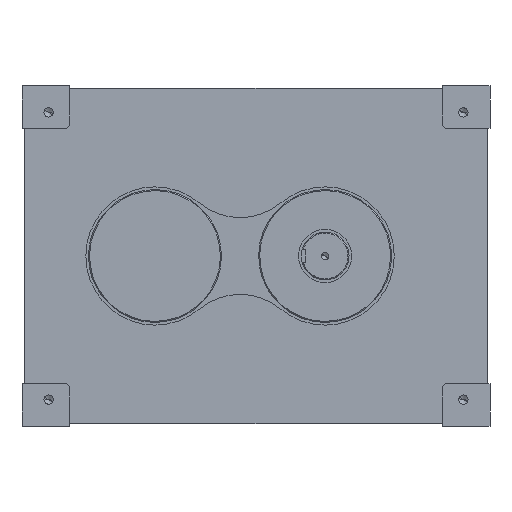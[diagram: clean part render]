
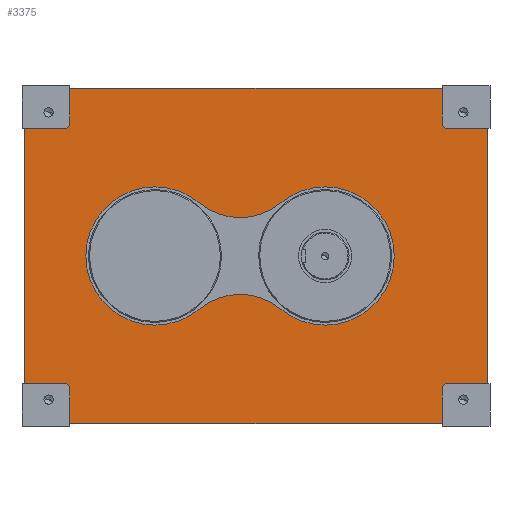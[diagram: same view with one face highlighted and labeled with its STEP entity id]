
A CAD part, left-side view. The second image highlights one B-rep face of the part: STEP entity #3375.
In plain terms, the highlighted planar face has unit normal (-1, 0, 0).
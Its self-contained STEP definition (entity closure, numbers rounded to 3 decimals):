
#565=CARTESIAN_POINT('Vertex',(-165.,-550.,240.)) ;
#579=CARTESIAN_POINT('Vertex',(-165.,-540.,250.)) ;
#582=CARTESIAN_POINT('Axis2P3D Location',(-165.,-550.,250.)) ;
#605=CARTESIAN_POINT('Vertex',(-165.,-540.,-250.)) ;
#619=CARTESIAN_POINT('Vertex',(-165.,-550.,-240.)) ;
#622=CARTESIAN_POINT('Axis2P3D Location',(-165.,-550.,-250.)) ;
#645=CARTESIAN_POINT('Vertex',(-165.,170.,-240.)) ;
#659=CARTESIAN_POINT('Vertex',(-165.,160.,-250.)) ;
#662=CARTESIAN_POINT('Axis2P3D Location',(-165.,170.,-250.)) ;
#692=CARTESIAN_POINT('Vertex',(-165.,-236.8,-99.889)) ;
#695=CARTESIAN_POINT('Axis2P3D Location',(-165.,-320.,0.)) ;
#699=CARTESIAN_POINT('Vertex',(-165.,-236.8,99.889)) ;
#726=CARTESIAN_POINT('Axis2P3D Location',(-165.,-160.,192.094)) ;
#730=CARTESIAN_POINT('Vertex',(-165.,-83.2,99.889)) ;
#757=CARTESIAN_POINT('Axis2P3D Location',(-165.,0.,0.)) ;
#761=CARTESIAN_POINT('Vertex',(-165.,-83.2,-99.889)) ;
#786=CARTESIAN_POINT('Axis2P3D Location',(-165.,-160.,-192.094)) ;
#3031=CARTESIAN_POINT('Line Origine',(-165.,207.5,-240.)) ;
#3035=CARTESIAN_POINT('Vertex',(-165.,245.,-240.)) ;
#3080=CARTESIAN_POINT('Vertex',(-165.,160.,-315.)) ;
#3083=CARTESIAN_POINT('Line Origine',(-165.,160.,-282.5)) ;
#3108=CARTESIAN_POINT('Vertex',(-165.,-540.,-315.)) ;
#3111=CARTESIAN_POINT('Line Origine',(-165.,-190.,-315.)) ;
#3128=CARTESIAN_POINT('Line Origine',(-165.,-540.,-282.5)) ;
#3165=CARTESIAN_POINT('Vertex',(-165.,-625.,-240.)) ;
#3168=CARTESIAN_POINT('Line Origine',(-165.,-587.5,-240.)) ;
#3189=CARTESIAN_POINT('Line Origine',(-165.,-625.,0.)) ;
#3193=CARTESIAN_POINT('Vertex',(-165.,-625.,240.)) ;
#3213=CARTESIAN_POINT('Line Origine',(-165.,-587.5,240.)) ;
#3250=CARTESIAN_POINT('Vertex',(-165.,-540.,315.)) ;
#3253=CARTESIAN_POINT('Line Origine',(-165.,-540.,282.5)) ;
#3278=CARTESIAN_POINT('Vertex',(-165.,160.,315.)) ;
#3281=CARTESIAN_POINT('Line Origine',(-165.,-190.,315.)) ;
#3312=CARTESIAN_POINT('Vertex',(-165.,245.,240.)) ;
#3315=CARTESIAN_POINT('Line Origine',(-165.,245.,0.)) ;
#3327=CARTESIAN_POINT('Axis2P3D Location',(-165.,0.,0.)) ;
#3332=CARTESIAN_POINT('Axis2P3D Location',(-165.,170.,250.)) ;
#3336=CARTESIAN_POINT('Vertex',(-165.,160.,250.)) ;
#3338=CARTESIAN_POINT('Vertex',(-165.,170.,240.)) ;
#3341=CARTESIAN_POINT('Line Origine',(-165.,207.5,240.)) ;
#3346=CARTESIAN_POINT('Line Origine',(-165.,160.,282.5)) ;
#583=DIRECTION('Axis2P3D Direction',(1.,0.,0.)) ;
#623=DIRECTION('Axis2P3D Direction',(1.,0.,0.)) ;
#663=DIRECTION('Axis2P3D Direction',(1.,0.,0.)) ;
#696=DIRECTION('Axis2P3D Direction',(1.,0.,0.)) ;
#727=DIRECTION('Axis2P3D Direction',(1.,0.,0.)) ;
#758=DIRECTION('Axis2P3D Direction',(1.,0.,0.)) ;
#787=DIRECTION('Axis2P3D Direction',(1.,0.,0.)) ;
#3032=DIRECTION('Vector Direction',(0.,1.,0.)) ;
#3084=DIRECTION('Vector Direction',(0.,0.,1.)) ;
#3112=DIRECTION('Vector Direction',(0.,1.,0.)) ;
#3129=DIRECTION('Vector Direction',(0.,0.,1.)) ;
#3169=DIRECTION('Vector Direction',(0.,1.,0.)) ;
#3190=DIRECTION('Vector Direction',(0.,0.,1.)) ;
#3214=DIRECTION('Vector Direction',(0.,-1.,0.)) ;
#3254=DIRECTION('Vector Direction',(0.,0.,1.)) ;
#3282=DIRECTION('Vector Direction',(0.,-1.,0.)) ;
#3316=DIRECTION('Vector Direction',(0.,0.,1.)) ;
#3328=DIRECTION('Axis2P3D Direction',(1.,0.,0.)) ;
#3329=DIRECTION('Axis2P3D XDirection',(0.,1.,0.)) ;
#3333=DIRECTION('Axis2P3D Direction',(1.,0.,0.)) ;
#3342=DIRECTION('Vector Direction',(0.,-1.,0.)) ;
#3347=DIRECTION('Vector Direction',(0.,0.,1.)) ;
#584=AXIS2_PLACEMENT_3D('Circle Axis2P3D',#582,#583,$) ;
#624=AXIS2_PLACEMENT_3D('Circle Axis2P3D',#622,#623,$) ;
#664=AXIS2_PLACEMENT_3D('Circle Axis2P3D',#662,#663,$) ;
#697=AXIS2_PLACEMENT_3D('Circle Axis2P3D',#695,#696,$) ;
#728=AXIS2_PLACEMENT_3D('Circle Axis2P3D',#726,#727,$) ;
#759=AXIS2_PLACEMENT_3D('Circle Axis2P3D',#757,#758,$) ;
#788=AXIS2_PLACEMENT_3D('Circle Axis2P3D',#786,#787,$) ;
#3330=AXIS2_PLACEMENT_3D('Plane Axis2P3D',#3327,#3328,#3329) ;
#3334=AXIS2_PLACEMENT_3D('Circle Axis2P3D',#3332,#3333,$) ;
#3352=ORIENTED_EDGE('',*,*,#3340,.T.) ;
#3353=ORIENTED_EDGE('',*,*,#3345,.T.) ;
#3354=ORIENTED_EDGE('',*,*,#3319,.T.) ;
#3355=ORIENTED_EDGE('',*,*,#3037,.T.) ;
#3356=ORIENTED_EDGE('',*,*,#666,.T.) ;
#3357=ORIENTED_EDGE('',*,*,#3087,.T.) ;
#3358=ORIENTED_EDGE('',*,*,#3115,.T.) ;
#3359=ORIENTED_EDGE('',*,*,#3132,.T.) ;
#3360=ORIENTED_EDGE('',*,*,#626,.T.) ;
#3361=ORIENTED_EDGE('',*,*,#3172,.T.) ;
#3362=ORIENTED_EDGE('',*,*,#3195,.T.) ;
#3363=ORIENTED_EDGE('',*,*,#3217,.T.) ;
#3364=ORIENTED_EDGE('',*,*,#586,.T.) ;
#3365=ORIENTED_EDGE('',*,*,#3257,.T.) ;
#3366=ORIENTED_EDGE('',*,*,#3285,.T.) ;
#3367=ORIENTED_EDGE('',*,*,#3350,.T.) ;
#3370=ORIENTED_EDGE('',*,*,#790,.T.) ;
#3371=ORIENTED_EDGE('',*,*,#763,.T.) ;
#3372=ORIENTED_EDGE('',*,*,#732,.T.) ;
#3373=ORIENTED_EDGE('',*,*,#701,.T.) ;
#3374=FACE_BOUND('',#3369,.T.) ;
#3033=VECTOR('Line Direction',#3032,1.) ;
#3085=VECTOR('Line Direction',#3084,1.) ;
#3113=VECTOR('Line Direction',#3112,1.) ;
#3130=VECTOR('Line Direction',#3129,1.) ;
#3170=VECTOR('Line Direction',#3169,1.) ;
#3191=VECTOR('Line Direction',#3190,1.) ;
#3215=VECTOR('Line Direction',#3214,1.) ;
#3255=VECTOR('Line Direction',#3254,1.) ;
#3283=VECTOR('Line Direction',#3282,1.) ;
#3317=VECTOR('Line Direction',#3316,1.) ;
#3343=VECTOR('Line Direction',#3342,1.) ;
#3348=VECTOR('Line Direction',#3347,1.) ;
#3375=ADVANCED_FACE('\X2\51434EF6672C9AD4\X0\',(#3368,#3374),#3331,.F.) ;
#585=CIRCLE('generated circle',#584,10.) ;
#625=CIRCLE('generated circle',#624,10.) ;
#665=CIRCLE('generated circle',#664,10.) ;
#698=CIRCLE('generated circle',#697,130.) ;
#729=CIRCLE('generated circle',#728,120.) ;
#760=CIRCLE('generated circle',#759,130.) ;
#789=CIRCLE('generated circle',#788,120.) ;
#3335=CIRCLE('generated circle',#3334,10.) ;
#586=EDGE_CURVE('',#566,#580,#585,.T.) ;
#626=EDGE_CURVE('',#606,#620,#625,.T.) ;
#666=EDGE_CURVE('',#646,#660,#665,.T.) ;
#701=EDGE_CURVE('',#700,#693,#698,.T.) ;
#732=EDGE_CURVE('',#731,#700,#729,.F.) ;
#763=EDGE_CURVE('',#762,#731,#760,.T.) ;
#790=EDGE_CURVE('',#693,#762,#789,.F.) ;
#3037=EDGE_CURVE('',#3036,#646,#3034,.F.) ;
#3087=EDGE_CURVE('',#660,#3081,#3086,.F.) ;
#3115=EDGE_CURVE('',#3081,#3109,#3114,.F.) ;
#3132=EDGE_CURVE('',#3109,#606,#3131,.T.) ;
#3172=EDGE_CURVE('',#620,#3166,#3171,.F.) ;
#3195=EDGE_CURVE('',#3166,#3194,#3192,.T.) ;
#3217=EDGE_CURVE('',#3194,#566,#3216,.F.) ;
#3257=EDGE_CURVE('',#580,#3251,#3256,.T.) ;
#3285=EDGE_CURVE('',#3251,#3279,#3284,.F.) ;
#3319=EDGE_CURVE('',#3313,#3036,#3318,.F.) ;
#3340=EDGE_CURVE('',#3337,#3339,#3335,.T.) ;
#3345=EDGE_CURVE('',#3339,#3313,#3344,.F.) ;
#3350=EDGE_CURVE('',#3279,#3337,#3349,.F.) ;
#3351=EDGE_LOOP('',(#3352,#3353,#3354,#3355,#3356,#3357,#3358,#3359,#3360,#3361,#3362,#3363,#3364,#3365,#3366,#3367)) ;
#3369=EDGE_LOOP('',(#3370,#3371,#3372,#3373)) ;
#3368=FACE_OUTER_BOUND('',#3351,.T.) ;
#3034=LINE('Line',#3031,#3033) ;
#3086=LINE('Line',#3083,#3085) ;
#3114=LINE('Line',#3111,#3113) ;
#3131=LINE('Line',#3128,#3130) ;
#3171=LINE('Line',#3168,#3170) ;
#3192=LINE('Line',#3189,#3191) ;
#3216=LINE('Line',#3213,#3215) ;
#3256=LINE('Line',#3253,#3255) ;
#3284=LINE('Line',#3281,#3283) ;
#3318=LINE('Line',#3315,#3317) ;
#3344=LINE('Line',#3341,#3343) ;
#3349=LINE('Line',#3346,#3348) ;
#3331=PLANE('Plane',#3330) ;
#566=VERTEX_POINT('',#565) ;
#580=VERTEX_POINT('',#579) ;
#606=VERTEX_POINT('',#605) ;
#620=VERTEX_POINT('',#619) ;
#646=VERTEX_POINT('',#645) ;
#660=VERTEX_POINT('',#659) ;
#693=VERTEX_POINT('',#692) ;
#700=VERTEX_POINT('',#699) ;
#731=VERTEX_POINT('',#730) ;
#762=VERTEX_POINT('',#761) ;
#3036=VERTEX_POINT('',#3035) ;
#3081=VERTEX_POINT('',#3080) ;
#3109=VERTEX_POINT('',#3108) ;
#3166=VERTEX_POINT('',#3165) ;
#3194=VERTEX_POINT('',#3193) ;
#3251=VERTEX_POINT('',#3250) ;
#3279=VERTEX_POINT('',#3278) ;
#3313=VERTEX_POINT('',#3312) ;
#3337=VERTEX_POINT('',#3336) ;
#3339=VERTEX_POINT('',#3338) ;
